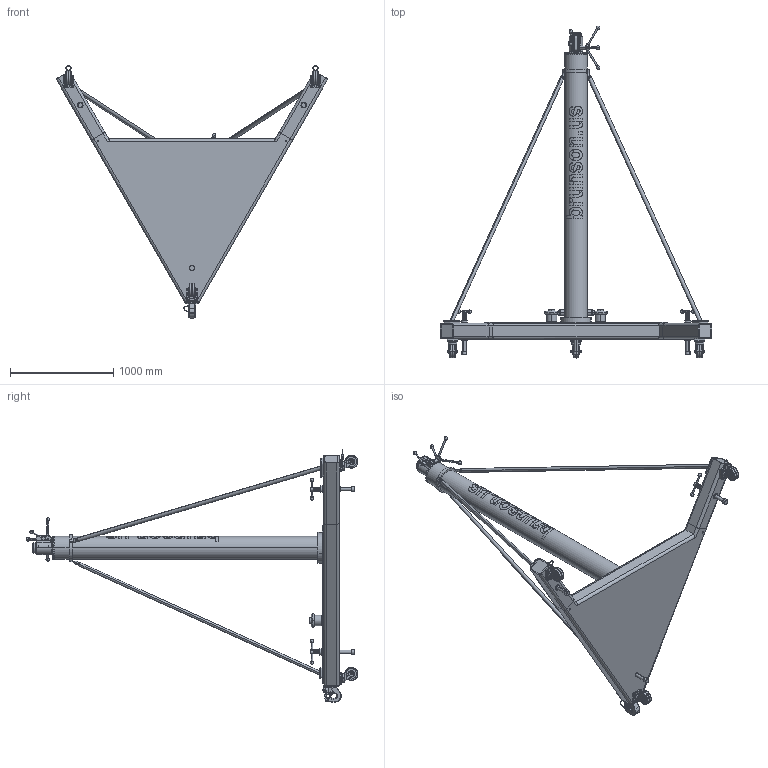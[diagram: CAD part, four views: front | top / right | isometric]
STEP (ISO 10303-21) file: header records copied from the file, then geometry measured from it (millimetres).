
FILE_DESCRIPTION (( 'STEP AP214' ), '1' );
FILE_NAME ('232-SP120-0.STEP', '2020-04-22T17:35:46', ( '' ), ( '' ), 'SwSTEP 2.0', 'SolidWorks 2019', '' );
FILE_SCHEMA (( 'AUTOMOTIVE_DESIGN' ));
Length unit declared in the file: inch
Products named in the file (1): 232-SP120-0
Bounding box: 2637.29 x 3218.54 x 2451.07 mm (x, y, z)
Surface area: 9762370.5 mm2 (no closed solid volume)
Topology: 0 solids, 70 shells, 2520 faces, 6262 edges, 3860 vertices
Faces by surface type: cylinder 686, plane 670, cone 658, bspline 304, torus 180, sphere 22
Entity records: 144870 total; most frequent: CARTESIAN_POINT 86714, ORIENTED_EDGE 12019, DIRECTION 11942, EDGE_CURVE 6176, AXIS2_PLACEMENT_3D 4611, VERTEX_POINT 3828, EDGE_LOOP 2732, VECTOR 2720
